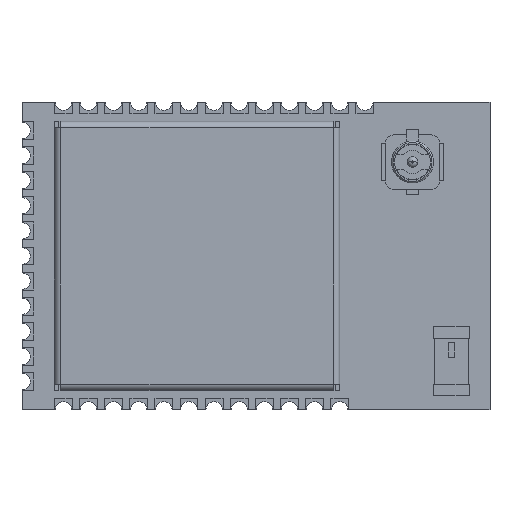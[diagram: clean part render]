
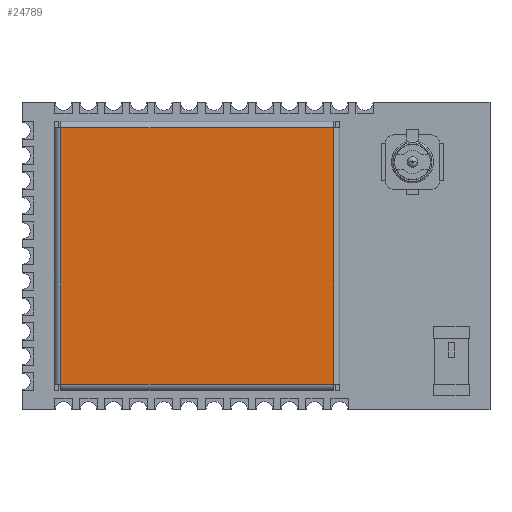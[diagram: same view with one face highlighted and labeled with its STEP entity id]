
A CAD part, top view. The second image highlights one B-rep face of the part: STEP entity #24789.
In plain terms, the highlighted planar face has unit normal (0, 0, 1).
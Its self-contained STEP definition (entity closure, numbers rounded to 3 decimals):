
#2294 = CARTESIAN_POINT ( 'NONE',  ( 3.715, 6.147, 2.087 ) ) ;
#2691 = VECTOR ( 'NONE', #18538, 1000. ) ;
#3150 = ORIENTED_EDGE ( 'NONE', *, *, #5864, .T. ) ;
#3999 = DIRECTION ( 'NONE',  ( 1., 0., 0. ) ) ;
#5181 = ORIENTED_EDGE ( 'NONE', *, *, #23932, .T. ) ;
#5864 = EDGE_CURVE ( 'NONE', #23254, #29043, #18187, .T. ) ;
#10193 = LINE ( 'NONE', #25590, #31754 ) ;
#11651 = CARTESIAN_POINT ( 'NONE',  ( -2.821, 6.147, 2.087 ) ) ;
#13155 = DIRECTION ( 'NONE',  ( 0., 0., 1. ) ) ;
#15114 = CARTESIAN_POINT ( 'NONE',  ( -2.821, 0., 2.087 ) ) ;
#18187 = LINE ( 'NONE', #18736, #2691 ) ;
#18538 = DIRECTION ( 'NONE',  ( 0., -1., 0. ) ) ;
#18563 = VERTEX_POINT ( 'NONE', #30707 ) ;
#18736 = CARTESIAN_POINT ( 'NONE',  ( -9.356, 0., 2.087 ) ) ;
#18915 = VECTOR ( 'NONE', #29637, 1000. ) ;
#19080 = CARTESIAN_POINT ( 'NONE',  ( -9.356, 6.147, 2.087 ) ) ;
#20909 = DIRECTION ( 'NONE',  ( 0., 1., 0. ) ) ;
#21758 = EDGE_LOOP ( 'NONE', ( #30753, #27882, #5181, #3150 ) ) ;
#21795 = EDGE_CURVE ( 'NONE', #29043, #18563, #25544, .T. ) ;
#22262 = CARTESIAN_POINT ( 'NONE',  ( -2.821, -6.147, 2.087 ) ) ;
#23059 = VECTOR ( 'NONE', #3999, 1000. ) ;
#23176 = PLANE ( 'NONE',  #31675 ) ;
#23254 = VERTEX_POINT ( 'NONE', #19080 ) ;
#23429 = CARTESIAN_POINT ( 'NONE',  ( -9.356, -6.147, 2.087 ) ) ;
#23932 = EDGE_CURVE ( 'NONE', #27686, #23254, #27559, .T. ) ;
#24789 = ADVANCED_FACE ( 'NONE', ( #34476 ), #23176, .T. ) ;
#25544 = LINE ( 'NONE', #22262, #23059 ) ;
#25590 = CARTESIAN_POINT ( 'NONE',  ( 3.715, 0., 2.087 ) ) ;
#27559 = LINE ( 'NONE', #11651, #18915 ) ;
#27686 = VERTEX_POINT ( 'NONE', #2294 ) ;
#27882 = ORIENTED_EDGE ( 'NONE', *, *, #31218, .T. ) ;
#29043 = VERTEX_POINT ( 'NONE', #23429 ) ;
#29637 = DIRECTION ( 'NONE',  ( -1., 0., 0. ) ) ;
#30707 = CARTESIAN_POINT ( 'NONE',  ( 3.715, -6.147, 2.087 ) ) ;
#30753 = ORIENTED_EDGE ( 'NONE', *, *, #21795, .T. ) ;
#31218 = EDGE_CURVE ( 'NONE', #18563, #27686, #10193, .T. ) ;
#31675 = AXIS2_PLACEMENT_3D ( 'NONE', #15114, #13155, #34148 ) ;
#31754 = VECTOR ( 'NONE', #20909, 1000. ) ;
#34148 = DIRECTION ( 'NONE',  ( 1., 0., 0. ) ) ;
#34476 = FACE_OUTER_BOUND ( 'NONE', #21758, .T. ) ;
